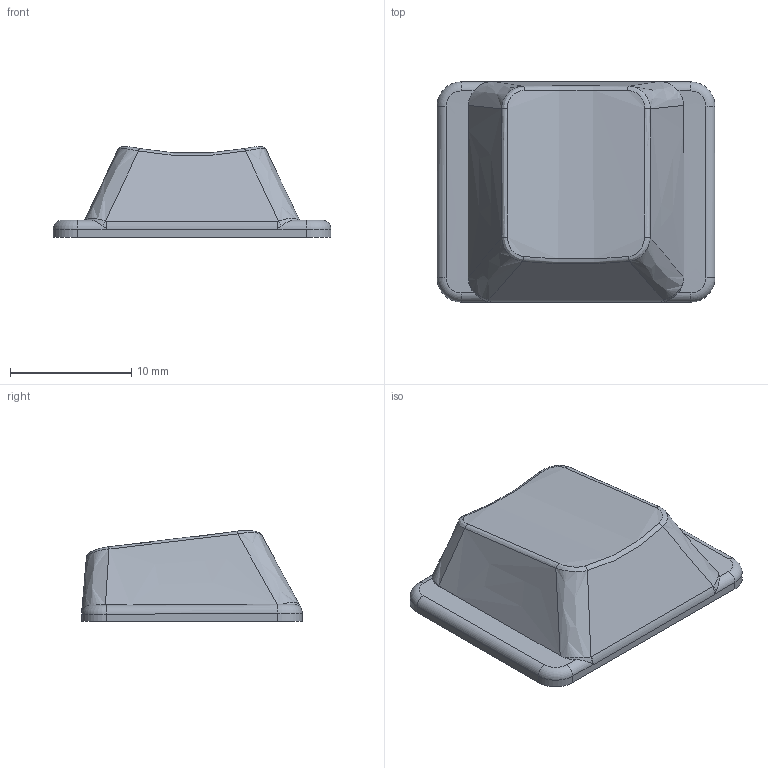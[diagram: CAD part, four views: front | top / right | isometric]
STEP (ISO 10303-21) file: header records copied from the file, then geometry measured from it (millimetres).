
FILE_DESCRIPTION(/* description */ (''),/* implementation_level */ '2;1');
FILE_NAME(/* name */ 'Row_3_1.25u_center_stepped.step',/* time_stamp */ '2022-02-17T19:25:31-06:00',/* author */ (''),/* organization */ (''),/* preprocessor_version */ 'ST-DEVELOPER v18.1',/* originating_system */ 'Autodesk Translation Framework v10.13.0.1454',/* authorisation */ '');
FILE_SCHEMA (('AUTOMOTIVE_DESIGN { 1 0 10303 214 3 1 1 }'));
Length unit declared in the file: millimetre
Products named in the file (1): Row_3_1.25u_center_stepped
Bounding box: 22.92 x 18.16 x 7.48 mm (x, y, z)
Volume: 648.1 mm3; surface area: 1532.1 mm2
Topology: 1 solids, 1 shells, 90 faces, 230 edges, 145 vertices
Faces by surface type: bspline 41, plane 28, cylinder 17, torus 4
Full cylindrical faces by diameter (mm): 5.5 x1
Entity records: 6344 total; most frequent: CARTESIAN_POINT 4383, ORIENTED_EDGE 460, DIRECTION 295, EDGE_CURVE 230, VERTEX_POINT 145, AXIS2_PLACEMENT_3D 111, B_SPLINE_CURVE_WITH_KNOTS 96, EDGE_LOOP 93
